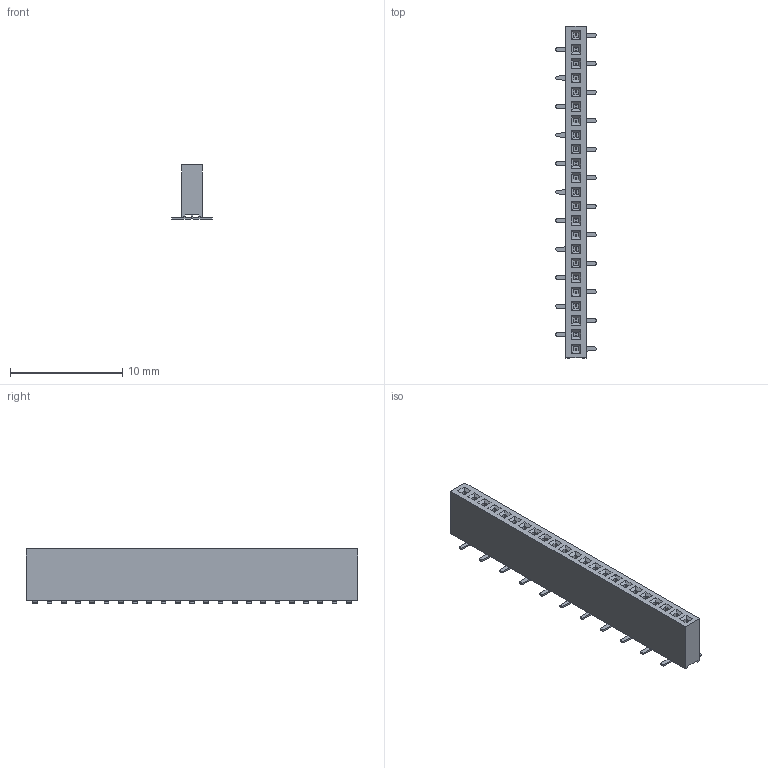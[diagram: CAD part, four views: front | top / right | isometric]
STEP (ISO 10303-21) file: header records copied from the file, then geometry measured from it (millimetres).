
FILE_DESCRIPTION(/* description */ ('model of PinSocket_1x23_P1.27mm_Vertical_SMD_Pin1Right'),/* implementation_level */ '2;1');
FILE_NAME(/* name */ 'PinSocket_1x23_P1.27mm_Vertical_SMD_Pin1Right.step',/* time_stamp */ '2017-11-27T03:52:14',/* author */ ('Terje Io','https://github.com/terjeio'),/* organization */ ('FreeCAD'),/* preprocessor_version */ 'OCC',/* originating_system */ 'kicad StepUp',/* authorisation */ '');
FILE_SCHEMA(('AUTOMOTIVE_DESIGN_CC2 { 1 2 10303 214 -1 1 5 4 }'));
Length unit declared in the file: millimetre
Products named in the file (1): PinSocket_1x23_P127mm_Vertical_SMD_Pin1Right
Bounding box: 3.58 x 29.56 x 4.83 mm (x, y, z)
Volume: 225.9 mm3; surface area: 615 mm2
Topology: 1 solids, 1 shells, 815 faces, 2048 edges, 1304 vertices
Faces by surface type: plane 746, cylinder 69
Entity records: 15629 total; most frequent: ORIENTED_EDGE 3348, EDGE_CURVE 2048, CARTESIAN_POINT 1932, LINE 1816, VERTEX_POINT 1304, FACE_BOUND 884, EDGE_LOOP 884, AXIS2_PLACEMENT_3D 826
